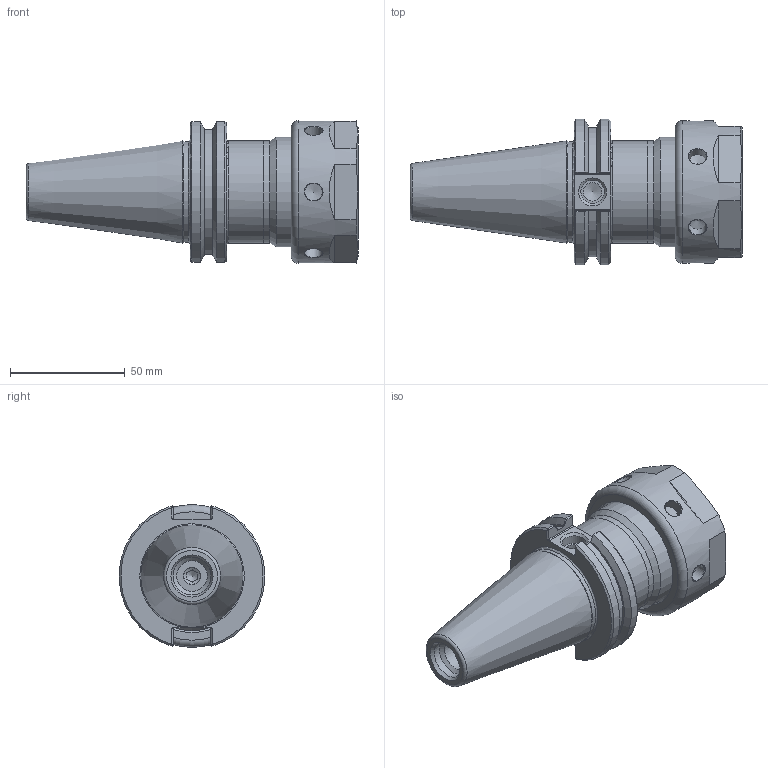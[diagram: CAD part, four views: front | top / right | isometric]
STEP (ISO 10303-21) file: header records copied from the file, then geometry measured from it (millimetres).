
FILE_DESCRIPTION(/* description */ (''),/* implementation_level */ '2;1');
FILE_NAME(/* name */ 'C40-10SC3.stp',/* time_stamp */ '2021-06-17T14:39:49-04:00',/* author */ ('dalloco'),/* organization */ (''),/* preprocessor_version */ 'ST-DEVELOPER v16.13',/* originating_system */ 'Autodesk Inventor 2018',/* authorisation */ '');
FILE_SCHEMA (('AUTOMOTIVE_DESIGN { 1 0 10303 214 3 1 1 }'));
Length unit declared in the file: inch
Products named in the file (7): C40-10SC3; C40-10SC3-1; 100HCN; 101CNN; 101CNR; 026-304; BS-08
Assembly tree (6 placements, depth 3):
  C40-10SC3
    C40-10SC3-1
    100HCN
      101CNN
      101CNR
      026-304
    BS-08
Bounding box: 144.45 x 63.26 x 61.98 mm (x, y, z)
Volume: 198260.8 mm3; surface area: 51841.2 mm2
Topology: 6 solids, 6 shells, 183 faces, 450 edges, 284 vertices
Faces by surface type: plane 64, cone 50, cylinder 50, torus 11, bspline 8
Full cylindrical faces by diameter (mm): 7.112 x1, 7.544 x6, 8 x1, 10.135 x1, 13.386 x1, 16.459 x1, 20.066 x2, 23.622 x1, 29.159 x1, 35.56 x1, 37.559 x1, 39.878 x1, 40.03 x1, 43.942 x1, 44.45 x2, 44.907 x1, 45.466 x3, 47.625 x1, 48.006 x1, 48.387 x1, 48.819 x2, 61.976 x1
Entity records: 6309 total; most frequent: CARTESIAN_POINT 2160, DIRECTION 800, ORIENTED_EDGE 698, EDGE_CURVE 349, AXIS2_PLACEMENT_3D 347, EDGE_LOOP 284, VERTEX_POINT 269, FACE_OUTER_BOUND 183
